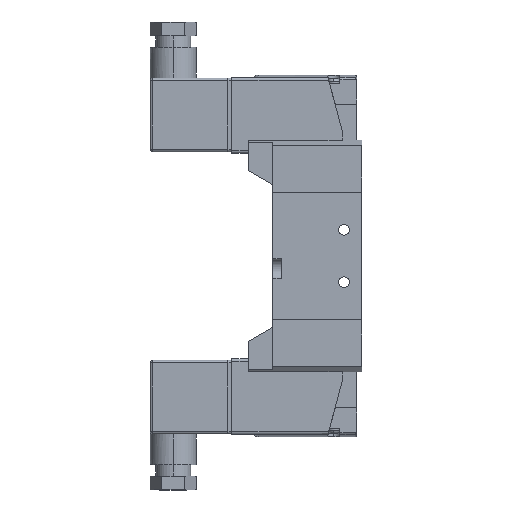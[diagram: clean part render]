
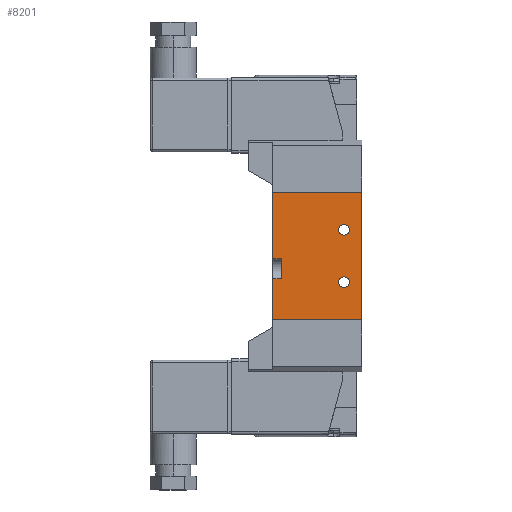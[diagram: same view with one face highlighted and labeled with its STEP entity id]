
A CAD part, left-side view. The second image highlights one B-rep face of the part: STEP entity #8201.
In plain terms, the highlighted planar face has unit normal (-1, 0, 0).
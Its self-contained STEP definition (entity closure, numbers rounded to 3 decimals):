
#151 = CARTESIAN_POINT ( 'NONE',  ( -13.2, 0., 25. ) ) ;
#180 = CIRCLE ( 'NONE', #13354, 2.1 ) ;
#644 = DIRECTION ( 'NONE',  ( 1., 0., 0. ) ) ;
#701 = CARTESIAN_POINT ( 'NONE',  ( -13.2, 35., 25. ) ) ;
#706 = LINE ( 'NONE', #14520, #13859 ) ;
#729 = VERTEX_POINT ( 'NONE', #8669 ) ;
#1206 = EDGE_CURVE ( 'NONE', #10643, #13638, #12968, .T. ) ;
#1367 = CARTESIAN_POINT ( 'NONE',  ( -13.2, 0., 30.5 ) ) ;
#1421 = DIRECTION ( 'NONE',  ( 0., 0., 1. ) ) ;
#1707 = DIRECTION ( 'NONE',  ( 0., 0., 1. ) ) ;
#1745 = AXIS2_PLACEMENT_3D ( 'NONE', #14652, #4353, #2055 ) ;
#1827 = CARTESIAN_POINT ( 'NONE',  ( -13.2, 35., 30.5 ) ) ;
#1947 = CIRCLE ( 'NONE', #12818, 2.1 ) ;
#2055 = DIRECTION ( 'NONE',  ( 0., 0., -1. ) ) ;
#2323 = LINE ( 'NONE', #701, #8106 ) ;
#2392 = VECTOR ( 'NONE', #4434, 1000. ) ;
#2486 = EDGE_CURVE ( 'NONE', #5039, #13638, #10874, .T. ) ;
#2493 = EDGE_LOOP ( 'NONE', ( #10742, #7274 ) ) ;
#2734 = DIRECTION ( 'NONE',  ( 1., 0., 0. ) ) ;
#3056 = CARTESIAN_POINT ( 'NONE',  ( -13.2, 0., -25. ) ) ;
#3099 = ORIENTED_EDGE ( 'NONE', *, *, #6234, .T. ) ;
#3160 = CARTESIAN_POINT ( 'NONE',  ( -13.2, 31.5, -9. ) ) ;
#3231 = FACE_BOUND ( 'NONE', #3277, .T. ) ;
#3277 = EDGE_LOOP ( 'NONE', ( #14086, #14715 ) ) ;
#3320 = CARTESIAN_POINT ( 'NONE',  ( -13.2, 35., -9. ) ) ;
#3640 = CARTESIAN_POINT ( 'NONE',  ( -13.2, 31.5, -1. ) ) ;
#3667 = DIRECTION ( 'NONE',  ( 0., 0., -1. ) ) ;
#3690 = EDGE_CURVE ( 'NONE', #6903, #7840, #180, .T. ) ;
#3889 = EDGE_CURVE ( 'NONE', #729, #11175, #3970, .T. ) ;
#3970 = CIRCLE ( 'NONE', #9897, 2.1 ) ;
#4026 = CARTESIAN_POINT ( 'NONE',  ( -13.2, 7., 10.25 ) ) ;
#4038 = CARTESIAN_POINT ( 'NONE',  ( -13.2, 35., -1. ) ) ;
#4353 = DIRECTION ( 'NONE',  ( 1., 0., 0. ) ) ;
#4434 = DIRECTION ( 'NONE',  ( 0., 1., 0. ) ) ;
#4478 = DIRECTION ( 'NONE',  ( 1., 0., 0. ) ) ;
#4788 = CARTESIAN_POINT ( 'NONE',  ( -13.2, 7., 8.15 ) ) ;
#4929 = ORIENTED_EDGE ( 'NONE', *, *, #9034, .F. ) ;
#4933 = DIRECTION ( 'NONE',  ( 0., 1., 0. ) ) ;
#5039 = VERTEX_POINT ( 'NONE', #6701 ) ;
#5278 = ORIENTED_EDGE ( 'NONE', *, *, #7463, .F. ) ;
#5362 = CARTESIAN_POINT ( 'NONE',  ( -13.2, 31.5, -9. ) ) ;
#5367 = VECTOR ( 'NONE', #1707, 1000. ) ;
#5477 = EDGE_CURVE ( 'NONE', #5039, #9984, #13641, .T. ) ;
#5791 = FACE_OUTER_BOUND ( 'NONE', #7602, .T. ) ;
#6001 = DIRECTION ( 'NONE',  ( 1., 0., 0. ) ) ;
#6215 = CARTESIAN_POINT ( 'NONE',  ( -13.2, 31.5, -1. ) ) ;
#6234 = EDGE_CURVE ( 'NONE', #11725, #11429, #2323, .T. ) ;
#6568 = DIRECTION ( 'NONE',  ( 0., 1., 0. ) ) ;
#6701 = CARTESIAN_POINT ( 'NONE',  ( -13.2, 31.5, -9. ) ) ;
#6873 = DIRECTION ( 'NONE',  ( 0., 1., 0. ) ) ;
#6883 = ORIENTED_EDGE ( 'NONE', *, *, #13310, .F. ) ;
#6903 = VERTEX_POINT ( 'NONE', #7258 ) ;
#7258 = CARTESIAN_POINT ( 'NONE',  ( -13.2, 7., -12.35 ) ) ;
#7274 = ORIENTED_EDGE ( 'NONE', *, *, #9015, .T. ) ;
#7463 = EDGE_CURVE ( 'NONE', #10099, #11429, #706, .T. ) ;
#7602 = EDGE_LOOP ( 'NONE', ( #5278, #6883, #14118, #11020, #8272, #4929, #8017, #3099 ) ) ;
#7648 = VECTOR ( 'NONE', #4933, 1000. ) ;
#7665 = DIRECTION ( 'NONE',  ( 0., 0., 1. ) ) ;
#7835 = AXIS2_PLACEMENT_3D ( 'NONE', #1827, #644, #9942 ) ;
#7840 = VERTEX_POINT ( 'NONE', #11210 ) ;
#8017 = ORIENTED_EDGE ( 'NONE', *, *, #14507, .T. ) ;
#8106 = VECTOR ( 'NONE', #6568, 1000. ) ;
#8201 = ADVANCED_FACE ( 'NONE', ( #5791, #11519, #3231 ), #10986, .F. ) ;
#8272 = ORIENTED_EDGE ( 'NONE', *, *, #1206, .F. ) ;
#8669 = CARTESIAN_POINT ( 'NONE',  ( -13.2, 7., 12.35 ) ) ;
#8774 = CARTESIAN_POINT ( 'NONE',  ( -13.2, 35., 25. ) ) ;
#8805 = DIRECTION ( 'NONE',  ( 0., 0., 1. ) ) ;
#9015 = EDGE_CURVE ( 'NONE', #7840, #6903, #1947, .T. ) ;
#9034 = EDGE_CURVE ( 'NONE', #11909, #10643, #12027, .T. ) ;
#9585 = LINE ( 'NONE', #1367, #14450 ) ;
#9682 = DIRECTION ( 'NONE',  ( 0., 0., -1. ) ) ;
#9897 = AXIS2_PLACEMENT_3D ( 'NONE', #4026, #2734, #9682 ) ;
#9942 = DIRECTION ( 'NONE',  ( 0., 0., -1. ) ) ;
#9984 = VERTEX_POINT ( 'NONE', #6215 ) ;
#10099 = VERTEX_POINT ( 'NONE', #4038 ) ;
#10643 = VERTEX_POINT ( 'NONE', #11422 ) ;
#10742 = ORIENTED_EDGE ( 'NONE', *, *, #3690, .T. ) ;
#10774 = VECTOR ( 'NONE', #6873, 1000. ) ;
#10874 = LINE ( 'NONE', #3160, #2392 ) ;
#10986 = PLANE ( 'NONE',  #7835 ) ;
#11020 = ORIENTED_EDGE ( 'NONE', *, *, #2486, .T. ) ;
#11175 = VERTEX_POINT ( 'NONE', #4788 ) ;
#11210 = CARTESIAN_POINT ( 'NONE',  ( -13.2, 7., -8.15 ) ) ;
#11422 = CARTESIAN_POINT ( 'NONE',  ( -13.2, 35., -25. ) ) ;
#11429 = VERTEX_POINT ( 'NONE', #8774 ) ;
#11500 = EDGE_CURVE ( 'NONE', #11175, #729, #11789, .T. ) ;
#11519 = FACE_BOUND ( 'NONE', #2493, .T. ) ;
#11725 = VERTEX_POINT ( 'NONE', #151 ) ;
#11750 = LINE ( 'NONE', #3640, #7648 ) ;
#11789 = CIRCLE ( 'NONE', #1745, 2.1 ) ;
#11799 = CARTESIAN_POINT ( 'NONE',  ( -13.2, 7., -10.25 ) ) ;
#11909 = VERTEX_POINT ( 'NONE', #3056 ) ;
#12027 = LINE ( 'NONE', #13721, #10774 ) ;
#12505 = DIRECTION ( 'NONE',  ( 0., 0., -1. ) ) ;
#12818 = AXIS2_PLACEMENT_3D ( 'NONE', #14924, #4478, #12505 ) ;
#12968 = LINE ( 'NONE', #14528, #14594 ) ;
#13310 = EDGE_CURVE ( 'NONE', #9984, #10099, #11750, .T. ) ;
#13354 = AXIS2_PLACEMENT_3D ( 'NONE', #11799, #6001, #3667 ) ;
#13638 = VERTEX_POINT ( 'NONE', #3320 ) ;
#13641 = LINE ( 'NONE', #5362, #5367 ) ;
#13721 = CARTESIAN_POINT ( 'NONE',  ( -13.2, 35., -25. ) ) ;
#13859 = VECTOR ( 'NONE', #7665, 1000. ) ;
#14086 = ORIENTED_EDGE ( 'NONE', *, *, #11500, .T. ) ;
#14118 = ORIENTED_EDGE ( 'NONE', *, *, #5477, .F. ) ;
#14450 = VECTOR ( 'NONE', #1421, 1000. ) ;
#14507 = EDGE_CURVE ( 'NONE', #11909, #11725, #9585, .T. ) ;
#14520 = CARTESIAN_POINT ( 'NONE',  ( -13.2, 35., 30.5 ) ) ;
#14528 = CARTESIAN_POINT ( 'NONE',  ( -13.2, 35., 30.5 ) ) ;
#14594 = VECTOR ( 'NONE', #8805, 1000. ) ;
#14652 = CARTESIAN_POINT ( 'NONE',  ( -13.2, 7., 10.25 ) ) ;
#14715 = ORIENTED_EDGE ( 'NONE', *, *, #3889, .T. ) ;
#14924 = CARTESIAN_POINT ( 'NONE',  ( -13.2, 7., -10.25 ) ) ;
